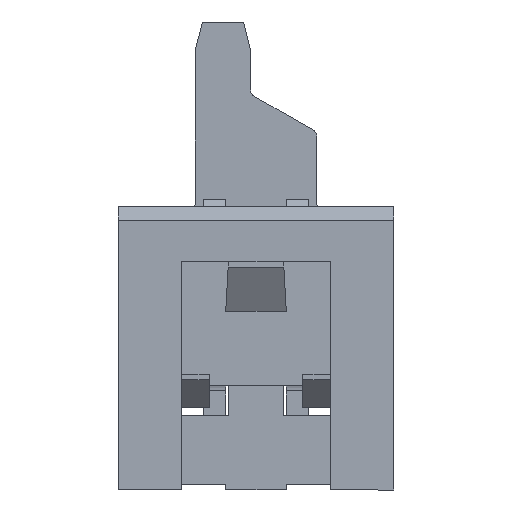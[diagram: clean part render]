
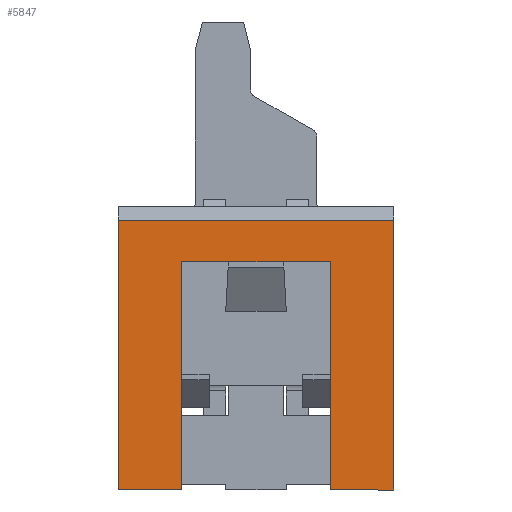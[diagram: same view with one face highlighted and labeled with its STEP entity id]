
A CAD part, left-side view. The second image highlights one B-rep face of the part: STEP entity #5847.
In plain terms, the highlighted planar face has unit normal (-1, 0, 0).
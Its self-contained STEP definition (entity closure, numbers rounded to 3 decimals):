
#1303=ORIENTED_EDGE('',*,*,#2517,.F.);
#1304=ORIENTED_EDGE('',*,*,#2518,.T.);
#1305=ORIENTED_EDGE('',*,*,#2343,.T.);
#1306=ORIENTED_EDGE('',*,*,#2519,.T.);
#1307=ORIENTED_EDGE('',*,*,#2520,.F.);
#1308=ORIENTED_EDGE('',*,*,#2521,.F.);
#1309=ORIENTED_EDGE('',*,*,#2522,.T.);
#1310=ORIENTED_EDGE('',*,*,#2523,.T.);
#2343=EDGE_CURVE('',#3051,#3052,#3751,.T.);
#2517=EDGE_CURVE('',#3184,#3185,#3909,.T.);
#2518=EDGE_CURVE('',#3184,#3051,#3910,.T.);
#2519=EDGE_CURVE('',#3052,#3186,#3911,.T.);
#2520=EDGE_CURVE('',#3187,#3186,#3912,.T.);
#2521=EDGE_CURVE('',#3188,#3187,#3913,.T.);
#2522=EDGE_CURVE('',#3188,#3189,#3914,.T.);
#2523=EDGE_CURVE('',#3189,#3185,#3915,.T.);
#3051=VERTEX_POINT('',#8768);
#3052=VERTEX_POINT('',#8769);
#3184=VERTEX_POINT('',#9100);
#3185=VERTEX_POINT('',#9101);
#3186=VERTEX_POINT('',#9104);
#3187=VERTEX_POINT('',#9106);
#3188=VERTEX_POINT('',#9108);
#3189=VERTEX_POINT('',#9110);
#3751=LINE('',#8767,#4529);
#3909=LINE('',#9099,#4687);
#3910=LINE('',#9102,#4688);
#3911=LINE('',#9103,#4689);
#3912=LINE('',#9105,#4690);
#3913=LINE('',#9107,#4691);
#3914=LINE('',#9109,#4692);
#3915=LINE('',#9111,#4693);
#4529=VECTOR('',#7122,1000.);
#4687=VECTOR('',#7362,1000.);
#4688=VECTOR('',#7363,1000.);
#4689=VECTOR('',#7364,1000.);
#4690=VECTOR('',#7365,1000.);
#4691=VECTOR('',#7366,1000.);
#4692=VECTOR('',#7367,1000.);
#4693=VECTOR('',#7368,1000.);
#5050=EDGE_LOOP('',(#1303,#1304,#1305,#1306,#1307,#1308,#1309,#1310));
#5340=FACE_BOUND('',#5050,.T.);
#5604=PLANE('',#6186);
#5847=ADVANCED_FACE('',(#5340),#5604,.F.);
#6186=AXIS2_PLACEMENT_3D('',#9098,#7360,#7361);
#7122=DIRECTION('',(0.,0.,-1.));
#7360=DIRECTION('',(1.,0.,0.));
#7361=DIRECTION('',(0.,0.,-1.));
#7362=DIRECTION('',(0.,0.,-1.));
#7363=DIRECTION('',(0.,1.,0.));
#7364=DIRECTION('',(0.,-1.,0.));
#7365=DIRECTION('',(0.,0.,-1.));
#7366=DIRECTION('',(0.,1.,0.));
#7367=DIRECTION('',(0.,0.,-1.));
#7368=DIRECTION('',(0.,-1.,0.));
#8767=CARTESIAN_POINT('',(-6.795,2.5,1.35));
#8768=CARTESIAN_POINT('',(-6.795,2.5,4.9));
#8769=CARTESIAN_POINT('',(-6.795,2.5,0.));
#9098=CARTESIAN_POINT('',(-6.795,2.5,1.35));
#9099=CARTESIAN_POINT('',(-6.795,-2.5,1.35));
#9100=CARTESIAN_POINT('',(-6.795,-2.5,4.9));
#9101=CARTESIAN_POINT('',(-6.795,-2.5,0.));
#9102=CARTESIAN_POINT('',(-6.795,2.5,4.9));
#9103=CARTESIAN_POINT('',(-6.795,2.5,0.));
#9104=CARTESIAN_POINT('',(-6.795,1.35,0.));
#9105=CARTESIAN_POINT('',(-6.795,1.35,0.1));
#9106=CARTESIAN_POINT('',(-6.795,1.35,4.15));
#9107=CARTESIAN_POINT('',(-6.795,-1.35,4.15));
#9108=CARTESIAN_POINT('',(-6.795,-1.35,4.15));
#9109=CARTESIAN_POINT('',(-6.795,-1.35,0.1));
#9110=CARTESIAN_POINT('',(-6.795,-1.35,0.));
#9111=CARTESIAN_POINT('',(-6.795,2.5,0.));
